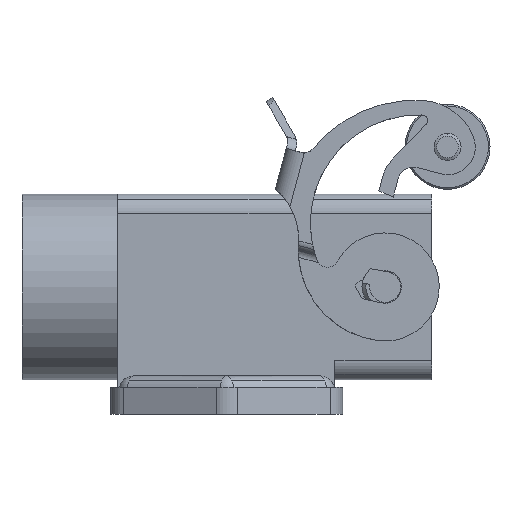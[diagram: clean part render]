
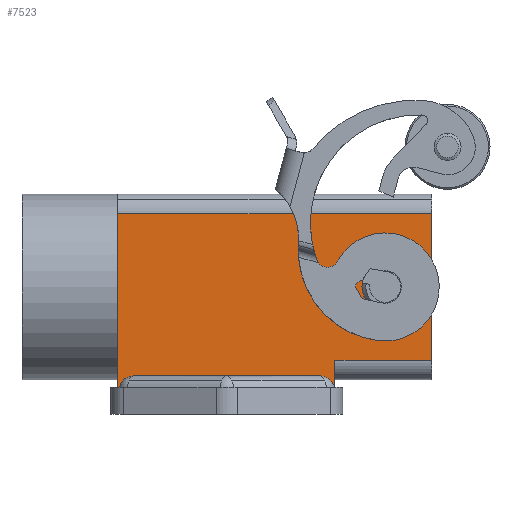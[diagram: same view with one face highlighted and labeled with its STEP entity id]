
A CAD part, front view. The second image highlights one B-rep face of the part: STEP entity #7523.
In plain terms, the highlighted planar face has unit normal (0, -1, 0).
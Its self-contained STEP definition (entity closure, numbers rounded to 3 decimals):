
#742=CARTESIAN_POINT('',(-11.642,-12.,3.));
#743=VERTEX_POINT('',#742);
#750=CARTESIAN_POINT('',(-12.095,-12.,2.989));
#751=VERTEX_POINT('',#750);
#752=CARTESIAN_POINT('',(-11.642,-12.,1.));
#753=DIRECTION('',(0.0,-1.0,0.0));
#754=DIRECTION('',(-1.0,0.0,0.0));
#755=AXIS2_PLACEMENT_3D('',#752,#753,#754);
#756=ELLIPSE('',#755,4.366,2.);
#757=EDGE_CURVE('',#743,#751,#756,.T.);
#917=CARTESIAN_POINT('',(12.095,-12.,2.989));
#918=VERTEX_POINT('',#917);
#926=CARTESIAN_POINT('',(11.642,-12.,3.));
#927=VERTEX_POINT('',#926);
#928=CARTESIAN_POINT('',(11.642,-12.,1.));
#929=DIRECTION('',(0.0,-1.0,0.0));
#930=DIRECTION('',(1.0,0.0,0.0));
#931=AXIS2_PLACEMENT_3D('',#928,#929,#930);
#932=ELLIPSE('',#931,4.366,2.);
#933=EDGE_CURVE('',#918,#927,#932,.T.);
#1294=CARTESIAN_POINT('',(20.5,-12.,17.5));
#1295=VERTEX_POINT('',#1294);
#1311=CARTESIAN_POINT('',(20.5,-12.,11.5));
#1312=VERTEX_POINT('',#1311);
#1319=CARTESIAN_POINT('',(20.5,-12.,14.5));
#1320=DIRECTION('',(0.0,1.0,0.0));
#1321=DIRECTION('',(0.0,0.0,1.0));
#1322=AXIS2_PLACEMENT_3D('',#1319,#1320,#1321);
#1323=CIRCLE('',#1322,3.);
#1324=EDGE_CURVE('',#1295,#1312,#1323,.T.);
#4786=CARTESIAN_POINT('',(13.991,-12.,1.));
#4787=VERTEX_POINT('',#4786);
#4788=CARTESIAN_POINT('',(13.991,-12.,1.5));
#4789=VERTEX_POINT('',#4788);
#4790=CARTESIAN_POINT('',(13.991,-12.,1.));
#4791=DIRECTION('',(0.0,0.0,1.0));
#4792=VECTOR('',#4791,0.5);
#4793=LINE('',#4790,#4792);
#4794=EDGE_CURVE('',#4787,#4789,#4793,.T.);
#4923=CARTESIAN_POINT('',(-13.991,-12.,1.));
#4924=VERTEX_POINT('',#4923);
#4932=CARTESIAN_POINT('',(-13.991,-12.,1.5));
#4933=VERTEX_POINT('',#4932);
#4934=CARTESIAN_POINT('',(-13.991,-12.,1.5));
#4935=DIRECTION('',(0.0,0.0,-1.0));
#4936=VECTOR('',#4935,0.5);
#4937=LINE('',#4934,#4936);
#4938=EDGE_CURVE('',#4933,#4924,#4937,.T.);
#5102=CARTESIAN_POINT('',(14.,-12.,1.5));
#5103=VERTEX_POINT('',#5102);
#5112=CARTESIAN_POINT('',(13.991,-12.,1.5));
#5113=DIRECTION('',(1.0,0.0,0.0));
#5114=VECTOR('',#5113,0.009);
#5115=LINE('',#5112,#5114);
#5116=EDGE_CURVE('',#4789,#5103,#5115,.T.);
#5123=CARTESIAN_POINT('',(-14.125,-12.,1.5));
#5124=VERTEX_POINT('',#5123);
#5125=CARTESIAN_POINT('',(-14.125,-12.,1.5));
#5126=DIRECTION('',(1.0,0.0,0.0));
#5127=VECTOR('',#5126,0.134);
#5128=LINE('',#5125,#5127);
#5129=EDGE_CURVE('',#5124,#4933,#5128,.T.);
#5316=CARTESIAN_POINT('',(14.,-12.,5.));
#5317=VERTEX_POINT('',#5316);
#5325=CARTESIAN_POINT('',(14.,-12.,5.));
#5326=DIRECTION('',(0.0,0.0,-1.0));
#5327=VECTOR('',#5326,3.5);
#5328=LINE('',#5325,#5327);
#5329=EDGE_CURVE('',#5317,#5103,#5328,.T.);
#6203=CARTESIAN_POINT('',(-14.125,-12.0,14.5));
#6204=VERTEX_POINT('',#6203);
#6261=CARTESIAN_POINT('',(-14.125,-12.,24.));
#6262=VERTEX_POINT('',#6261);
#6263=CARTESIAN_POINT('',(-14.125,-12.,24.));
#6264=DIRECTION('',(0.0,0.0,-1.0));
#6265=VECTOR('',#6264,9.5);
#6266=LINE('',#6263,#6265);
#6267=EDGE_CURVE('',#6262,#6204,#6266,.T.);
#6287=CARTESIAN_POINT('',(-14.125,-12.0,14.5));
#6288=DIRECTION('',(0.0,0.0,-1.0));
#6289=VECTOR('',#6288,13.);
#6290=LINE('',#6287,#6289);
#6291=EDGE_CURVE('',#6204,#5124,#6290,.T.);
#6694=CARTESIAN_POINT('',(11.642,-12.,3.));
#6695=DIRECTION('',(-1.0,0.0,0.0));
#6696=VECTOR('',#6695,23.283);
#6697=LINE('',#6694,#6696);
#6698=EDGE_CURVE('',#927,#743,#6697,.T.);
#7336=CARTESIAN_POINT('',(20.5,-12.,14.5));
#7337=DIRECTION('',(0.0,1.0,0.0));
#7338=DIRECTION('',(0.0,0.0,1.0));
#7339=AXIS2_PLACEMENT_3D('',#7336,#7337,#7338);
#7340=CIRCLE('',#7339,3.);
#7341=EDGE_CURVE('',#1312,#1295,#7340,.T.);
#7455=CARTESIAN_POINT('',(26.5,-12.,24.));
#7456=VERTEX_POINT('',#7455);
#7457=CARTESIAN_POINT('',(-14.125,-12.,24.));
#7458=DIRECTION('',(1.0,0.0,0.0));
#7459=VECTOR('',#7458,40.625);
#7460=LINE('',#7457,#7459);
#7461=EDGE_CURVE('',#6262,#7456,#7460,.T.);
#7473=CARTESIAN_POINT('',(12.,-12.,0.0));
#7474=DIRECTION('',(0.0,-1.0,0.0));
#7475=DIRECTION('',(0.0,0.0,-1.0));
#7476=AXIS2_PLACEMENT_3D('',#7473,#7474,#7475);
#7477=PLANE('',#7476);
#7478=ORIENTED_EDGE('',*,*,#5116,.T.);
#7479=ORIENTED_EDGE('',*,*,#5329,.F.);
#7480=CARTESIAN_POINT('',(26.5,-12.,5.0));
#7481=VERTEX_POINT('',#7480);
#7482=CARTESIAN_POINT('',(26.5,-12.,5.0));
#7483=DIRECTION('',(-1.0,0.0,0.0));
#7484=VECTOR('',#7483,12.5);
#7485=LINE('',#7482,#7484);
#7486=EDGE_CURVE('',#7481,#5317,#7485,.T.);
#7487=ORIENTED_EDGE('',*,*,#7486,.F.);
#7488=CARTESIAN_POINT('',(26.5,-12.,5.0));
#7489=DIRECTION('',(0.0,0.0,1.0));
#7490=VECTOR('',#7489,19.);
#7491=LINE('',#7488,#7490);
#7492=EDGE_CURVE('',#7481,#7456,#7491,.T.);
#7493=ORIENTED_EDGE('',*,*,#7492,.T.);
#7494=ORIENTED_EDGE('',*,*,#7461,.F.);
#7495=ORIENTED_EDGE('',*,*,#6267,.T.);
#7496=ORIENTED_EDGE('',*,*,#6291,.T.);
#7497=ORIENTED_EDGE('',*,*,#5129,.T.);
#7498=ORIENTED_EDGE('',*,*,#4938,.T.);
#7499=CARTESIAN_POINT('',(-12.,-12.,1.));
#7500=DIRECTION('',(0.0,-1.0,0.0));
#7501=DIRECTION('',(0.0,0.0,1.0));
#7502=AXIS2_PLACEMENT_3D('',#7499,#7500,#7501);
#7503=CIRCLE('',#7502,1.991);
#7504=EDGE_CURVE('',#751,#4924,#7503,.T.);
#7505=ORIENTED_EDGE('',*,*,#7504,.F.);
#7506=ORIENTED_EDGE('',*,*,#757,.F.);
#7507=ORIENTED_EDGE('',*,*,#6698,.F.);
#7508=ORIENTED_EDGE('',*,*,#933,.F.);
#7509=CARTESIAN_POINT('',(12.0,-12.,1.));
#7510=DIRECTION('',(0.0,-1.0,0.0));
#7511=DIRECTION('',(0.0,0.0,1.0));
#7512=AXIS2_PLACEMENT_3D('',#7509,#7510,#7511);
#7513=CIRCLE('',#7512,1.991);
#7514=EDGE_CURVE('',#4787,#918,#7513,.T.);
#7515=ORIENTED_EDGE('',*,*,#7514,.F.);
#7516=ORIENTED_EDGE('',*,*,#4794,.T.);
#7517=EDGE_LOOP('',(#7478,#7479,#7487,#7493,#7494,#7495,#7496,#7497,#7498,#7505,#7506,#7507,#7508,#7515,#7516));
#7518=FACE_OUTER_BOUND('',#7517,.T.);
#7519=ORIENTED_EDGE('',*,*,#1324,.T.);
#7520=ORIENTED_EDGE('',*,*,#7341,.T.);
#7521=EDGE_LOOP('',(#7519,#7520));
#7522=FACE_BOUND('',#7521,.T.);
#7523=ADVANCED_FACE('',(#7518,#7522),#7477,.T.);
